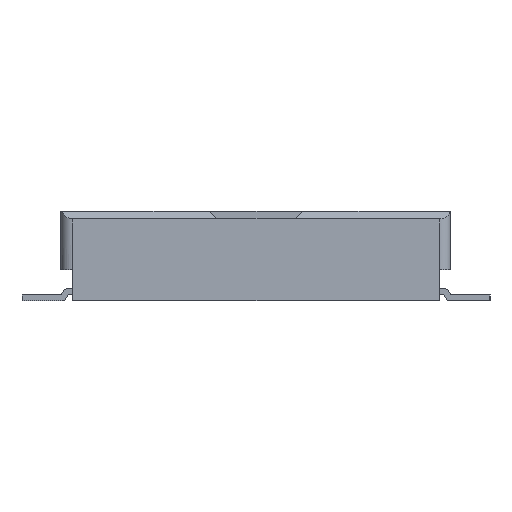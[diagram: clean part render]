
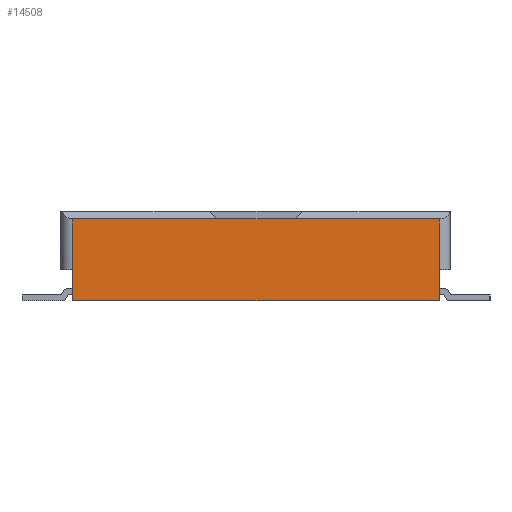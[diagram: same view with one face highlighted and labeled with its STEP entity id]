
A CAD part, left-side view. The second image highlights one B-rep face of the part: STEP entity #14508.
In plain terms, the highlighted planar face has unit normal (-1, 0, 0).
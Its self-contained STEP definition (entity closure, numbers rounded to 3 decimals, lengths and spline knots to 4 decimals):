
#231 = VERTEX_POINT('',#232);
#232 = CARTESIAN_POINT('',(-7.55,-2.35,0.4));
#2486 = EDGE_CURVE('',#231,#2487,#2489,.T.);
#2487 = VERTEX_POINT('',#2488);
#2488 = CARTESIAN_POINT('',(-7.55,-2.35,1.05));
#2489 = LINE('',#2490,#2491);
#2490 = CARTESIAN_POINT('',(-7.55,-2.35,0.));
#2491 = VECTOR('',#2492,1.);
#2492 = DIRECTION('',(0.,0.,1.));
#2510 = VERTEX_POINT('',#2511);
#2511 = CARTESIAN_POINT('',(-7.55,-2.35,0.));
#2526 = EDGE_CURVE('',#231,#2510,#2527,.T.);
#2527 = LINE('',#2528,#2529);
#2528 = CARTESIAN_POINT('',(-7.55,-2.35,0.4));
#2529 = VECTOR('',#2530,1.);
#2530 = DIRECTION('',(0.,0.,-1.));
#3472 = VERTEX_POINT('',#3473);
#3473 = CARTESIAN_POINT('',(-7.55,-0.501,1.05));
#3481 = EDGE_CURVE('',#3472,#2487,#3482,.T.);
#3482 = LINE('',#3483,#3484);
#3483 = CARTESIAN_POINT('',(-7.55,2.5,1.05));
#3484 = VECTOR('',#3485,1.);
#3485 = DIRECTION('',(0.,-1.,0.));
#14508 = ADVANCED_FACE('',(#14509),#14552,.F.);
#14509 = FACE_BOUND('',#14510,.F.);
#14510 = EDGE_LOOP('',(#14511,#14521,#14527,#14528,#14529,#14530,#14538,
#14546));
#14511 = ORIENTED_EDGE('',*,*,#14512,.T.);
#14512 = EDGE_CURVE('',#14513,#14515,#14517,.T.);
#14513 = VERTEX_POINT('',#14514);
#14514 = CARTESIAN_POINT('',(-7.55,2.35,1.05));
#14515 = VERTEX_POINT('',#14516);
#14516 = CARTESIAN_POINT('',(-7.55,0.501,1.05));
#14517 = LINE('',#14518,#14519);
#14518 = CARTESIAN_POINT('',(-7.55,2.5,1.05));
#14519 = VECTOR('',#14520,1.);
#14520 = DIRECTION('',(0.,-1.,0.));
#14521 = ORIENTED_EDGE('',*,*,#14522,.T.);
#14522 = EDGE_CURVE('',#14515,#3472,#14523,.T.);
#14523 = LINE('',#14524,#14525);
#14524 = CARTESIAN_POINT('',(-7.55,2.5,1.05));
#14525 = VECTOR('',#14526,1.);
#14526 = DIRECTION('',(0.,-1.,0.));
#14527 = ORIENTED_EDGE('',*,*,#3481,.T.);
#14528 = ORIENTED_EDGE('',*,*,#2486,.F.);
#14529 = ORIENTED_EDGE('',*,*,#2526,.T.);
#14530 = ORIENTED_EDGE('',*,*,#14531,.F.);
#14531 = EDGE_CURVE('',#14532,#2510,#14534,.T.);
#14532 = VERTEX_POINT('',#14533);
#14533 = CARTESIAN_POINT('',(-7.55,2.35,0.));
#14534 = LINE('',#14535,#14536);
#14535 = CARTESIAN_POINT('',(-7.55,2.5,0.));
#14536 = VECTOR('',#14537,1.);
#14537 = DIRECTION('',(0.,-1.,0.));
#14538 = ORIENTED_EDGE('',*,*,#14539,.F.);
#14539 = EDGE_CURVE('',#14540,#14532,#14542,.T.);
#14540 = VERTEX_POINT('',#14541);
#14541 = CARTESIAN_POINT('',(-7.55,2.35,0.4));
#14542 = LINE('',#14543,#14544);
#14543 = CARTESIAN_POINT('',(-7.55,2.35,0.4));
#14544 = VECTOR('',#14545,1.);
#14545 = DIRECTION('',(-0.,0.,-1.));
#14546 = ORIENTED_EDGE('',*,*,#14547,.T.);
#14547 = EDGE_CURVE('',#14540,#14513,#14548,.T.);
#14548 = LINE('',#14549,#14550);
#14549 = CARTESIAN_POINT('',(-7.55,2.35,0.));
#14550 = VECTOR('',#14551,1.);
#14551 = DIRECTION('',(0.,0.,1.));
#14552 = PLANE('',#14553);
#14553 = AXIS2_PLACEMENT_3D('',#14554,#14555,#14556);
#14554 = CARTESIAN_POINT('',(-7.55,2.5,0.));
#14555 = DIRECTION('',(1.,0.,0.));
#14556 = DIRECTION('',(0.,-1.,0.));
